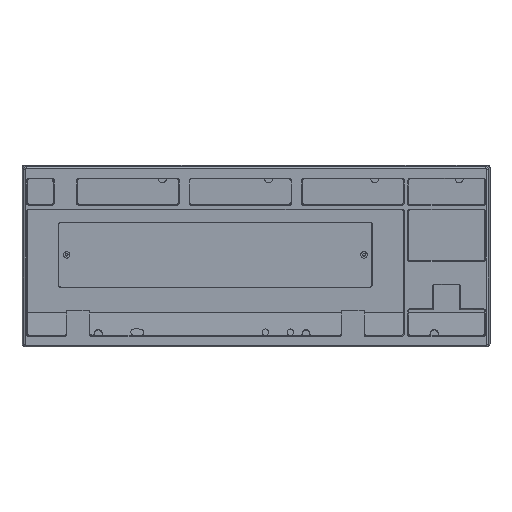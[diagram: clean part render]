
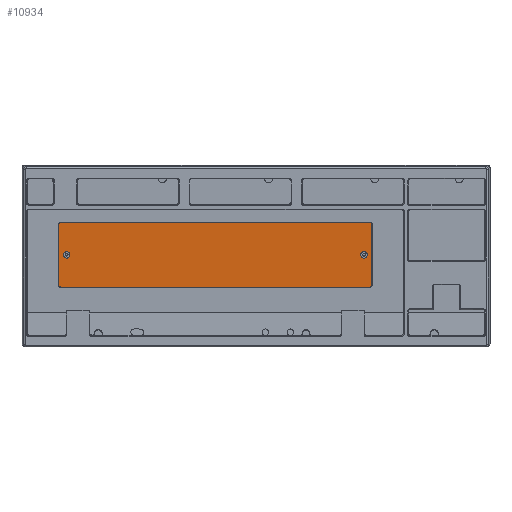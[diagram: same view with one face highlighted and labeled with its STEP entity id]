
A CAD part, top view. The second image highlights one B-rep face of the part: STEP entity #10934.
In plain terms, the highlighted planar face has unit normal (0, -0.079, 0.997).
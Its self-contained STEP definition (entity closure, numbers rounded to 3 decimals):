
#206=FACE_BOUND('',#3622,.T.);
#207=FACE_BOUND('',#3623,.T.);
#1111=LINE('',#19230,#2026);
#1117=LINE('',#19250,#2032);
#1120=LINE('',#19258,#2035);
#1122=LINE('',#19264,#2037);
#2026=VECTOR('',#15705,10.);
#2032=VECTOR('',#15725,10.);
#2035=VECTOR('',#15734,10.);
#2037=VECTOR('',#15742,10.);
#2954=FACE_OUTER_BOUND('',#3621,.T.);
#3621=EDGE_LOOP('',(#10076,#10077,#10078,#10079,#10080,#10081,#10082,#10083));
#3622=EDGE_LOOP('',(#10084));
#3623=EDGE_LOOP('',(#10085));
#4250=CIRCLE('',#12231,2.5);
#4253=CIRCLE('',#12236,2.5);
#4255=CIRCLE('',#12240,2.);
#4260=CIRCLE('',#12248,2.);
#4261=CIRCLE('',#12251,2.);
#4262=CIRCLE('',#12254,2.);
#5265=VERTEX_POINT('',#19199);
#5268=VERTEX_POINT('',#19209);
#5270=VERTEX_POINT('',#19217);
#5271=VERTEX_POINT('',#19218);
#5275=VERTEX_POINT('',#19228);
#5281=VERTEX_POINT('',#19244);
#5282=VERTEX_POINT('',#19248);
#5283=VERTEX_POINT('',#19252);
#5284=VERTEX_POINT('',#19256);
#5285=VERTEX_POINT('',#19260);
#6854=EDGE_CURVE('',#5265,#5265,#4250,.T.);
#6859=EDGE_CURVE('',#5268,#5268,#4253,.T.);
#6862=EDGE_CURVE('',#5270,#5271,#4255,.T.);
#6868=EDGE_CURVE('',#5270,#5275,#1111,.T.);
#6875=EDGE_CURVE('',#5281,#5275,#4260,.T.);
#6878=EDGE_CURVE('',#5281,#5282,#1117,.T.);
#6879=EDGE_CURVE('',#5283,#5282,#4261,.T.);
#6882=EDGE_CURVE('',#5283,#5284,#1120,.T.);
#6883=EDGE_CURVE('',#5285,#5284,#4262,.T.);
#6885=EDGE_CURVE('',#5285,#5271,#1122,.T.);
#10076=ORIENTED_EDGE('',*,*,#6862,.F.);
#10077=ORIENTED_EDGE('',*,*,#6868,.T.);
#10078=ORIENTED_EDGE('',*,*,#6875,.F.);
#10079=ORIENTED_EDGE('',*,*,#6878,.T.);
#10080=ORIENTED_EDGE('',*,*,#6879,.F.);
#10081=ORIENTED_EDGE('',*,*,#6882,.T.);
#10082=ORIENTED_EDGE('',*,*,#6883,.F.);
#10083=ORIENTED_EDGE('',*,*,#6885,.T.);
#10084=ORIENTED_EDGE('',*,*,#6854,.T.);
#10085=ORIENTED_EDGE('',*,*,#6859,.T.);
#10322=PLANE('',#12256);
#10934=ADVANCED_FACE('',(#2954,#206,#207),#10322,.T.);
#12231=AXIS2_PLACEMENT_3D('',#19201,#15674,#15675);
#12236=AXIS2_PLACEMENT_3D('',#19211,#15686,#15687);
#12240=AXIS2_PLACEMENT_3D('',#19219,#15695,#15696);
#12248=AXIS2_PLACEMENT_3D('',#19245,#15719,#15720);
#12251=AXIS2_PLACEMENT_3D('',#19253,#15728,#15729);
#12254=AXIS2_PLACEMENT_3D('',#19261,#15737,#15738);
#12256=AXIS2_PLACEMENT_3D('',#19265,#15743,#15744);
#15674=DIRECTION('center_axis',(0.,0.078,-0.997));
#15675=DIRECTION('ref_axis',(1.,0.,0.));
#15686=DIRECTION('center_axis',(0.,0.078,-0.997));
#15687=DIRECTION('ref_axis',(1.,0.,0.));
#15695=DIRECTION('center_axis',(0.,0.078,-0.997));
#15696=DIRECTION('ref_axis',(0.707,-0.705,-0.055));
#15705=DIRECTION('',(0.,0.997,0.078));
#15719=DIRECTION('center_axis',(0.,0.078,-0.997));
#15720=DIRECTION('ref_axis',(0.707,0.705,0.055));
#15725=DIRECTION('',(-1.,0.,0.));
#15728=DIRECTION('center_axis',(0.,0.078,-0.997));
#15729=DIRECTION('ref_axis',(-0.707,0.705,0.055));
#15734=DIRECTION('',(0.,-0.997,-0.078));
#15737=DIRECTION('center_axis',(0.,0.078,-0.997));
#15738=DIRECTION('ref_axis',(-0.707,-0.705,-0.055));
#15742=DIRECTION('',(1.,0.,0.));
#15743=DIRECTION('center_axis',(0.,-0.078,0.997));
#15744=DIRECTION('ref_axis',(1.,0.,0.));
#19199=CARTESIAN_POINT('',(-15.812,12.386,-4.521));
#19201=CARTESIAN_POINT('Origin',(-13.312,12.386,-4.521));
#19209=CARTESIAN_POINT('',(210.817,12.386,-4.521));
#19211=CARTESIAN_POINT('Origin',(213.317,12.386,-4.521));
#19217=CARTESIAN_POINT('',(219.317,-10.344,-6.31));
#19218=CARTESIAN_POINT('',(217.317,-12.337,-6.466));
#19219=CARTESIAN_POINT('Origin',(217.317,-10.344,-6.31));
#19228=CARTESIAN_POINT('',(219.317,35.116,-2.732));
#19230=CARTESIAN_POINT('',(219.317,-12.337,-6.466));
#19244=CARTESIAN_POINT('',(217.317,37.11,-2.575));
#19245=CARTESIAN_POINT('Origin',(217.317,35.116,-2.732));
#19248=CARTESIAN_POINT('',(-17.312,37.11,-2.575));
#19250=CARTESIAN_POINT('',(219.317,37.11,-2.575));
#19252=CARTESIAN_POINT('',(-19.312,35.116,-2.732));
#19253=CARTESIAN_POINT('Origin',(-17.312,35.116,-2.732));
#19256=CARTESIAN_POINT('',(-19.312,-10.344,-6.31));
#19258=CARTESIAN_POINT('',(-19.312,37.11,-2.575));
#19260=CARTESIAN_POINT('',(-17.312,-12.337,-6.466));
#19261=CARTESIAN_POINT('Origin',(-17.312,-10.344,-6.31));
#19264=CARTESIAN_POINT('',(-19.312,-12.337,-6.466));
#19265=CARTESIAN_POINT('Origin',(100.002,12.386,-4.521));
